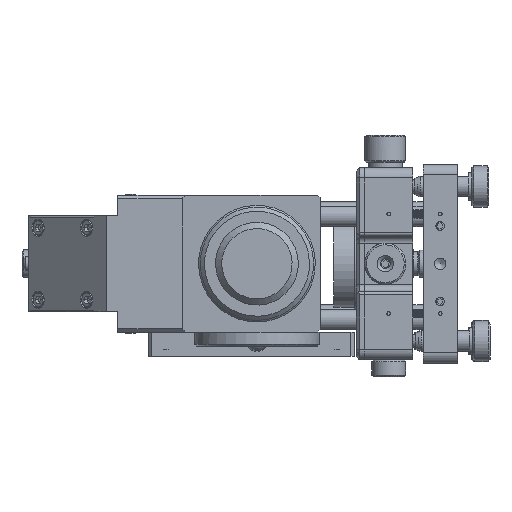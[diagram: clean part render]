
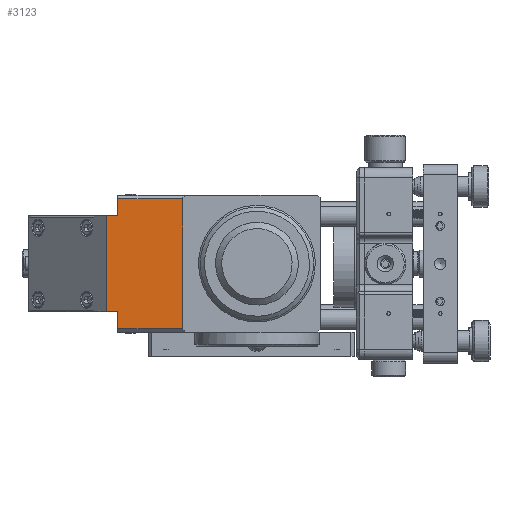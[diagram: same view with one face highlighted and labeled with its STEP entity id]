
A CAD part, front view. The second image highlights one B-rep face of the part: STEP entity #3123.
In plain terms, the highlighted planar face has unit normal (0, -1, 0).
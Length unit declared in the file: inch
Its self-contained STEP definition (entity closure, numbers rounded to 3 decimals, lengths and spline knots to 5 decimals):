
#295 = CARTESIAN_POINT ( 'NONE',  ( -0.32813, -1.86406, -0.7874 ) ) ;
#454 = EDGE_CURVE ( 'NONE', #55528, #61847, #2358, .T. ) ;
#533 = LINE ( 'NONE', #10244, #52589 ) ;
#1369 = EDGE_LOOP ( 'NONE', ( #3234 ) ) ;
#2186 = DIRECTION ( 'NONE',  ( 0., 0., 1. ) ) ;
#2358 = LINE ( 'NONE', #56320, #30228 ) ;
#3123 = ADVANCED_FACE ( 'NONE', ( #59558, #21086, #50178, #54695, #5902, #25603 ), #60507, .T. ) ;
#3234 = ORIENTED_EDGE ( 'NONE', *, *, #29433, .T. ) ;
#3562 = DIRECTION ( 'NONE',  ( 0., 1., 0. ) ) ;
#3719 = CARTESIAN_POINT ( 'NONE',  ( 0.1501, -1.86406, -0.03937 ) ) ;
#5506 = AXIS2_PLACEMENT_3D ( 'NONE', #10624, #36112, #55208 ) ;
#5777 = VECTOR ( 'NONE', #24969, 39.37008 ) ;
#5874 = ORIENTED_EDGE ( 'NONE', *, *, #454, .T. ) ;
#5902 = FACE_BOUND ( 'NONE', #63394, .T. ) ;
#6430 = VERTEX_POINT ( 'NONE', #61590 ) ;
#6940 = VECTOR ( 'NONE', #23091, 39.37008 ) ;
#8524 = LINE ( 'NONE', #61853, #51801 ) ;
#9001 = VERTEX_POINT ( 'NONE', #39875 ) ;
#9564 = CIRCLE ( 'NONE', #61191, 0.49791 ) ;
#9802 = DIRECTION ( 'NONE',  ( 0., 0., -1. ) ) ;
#9854 = CARTESIAN_POINT ( 'NONE',  ( -0.42077, -1.86406, -0.07874 ) ) ;
#10244 = CARTESIAN_POINT ( 'NONE',  ( -1.36171, -1.86406, -0.03937 ) ) ;
#10332 = ORIENTED_EDGE ( 'NONE', *, *, #46097, .T. ) ;
#10624 = CARTESIAN_POINT ( 'NONE',  ( -0.42077, -1.86406, -1.37795 ) ) ;
#10923 = CARTESIAN_POINT ( 'NONE',  ( 0.76033, -1.86406, -0.19685 ) ) ;
#12179 = DIRECTION ( 'NONE',  ( -1., 0., 0. ) ) ;
#12198 = ORIENTED_EDGE ( 'NONE', *, *, #48563, .F. ) ;
#12252 = EDGE_CURVE ( 'NONE', #26922, #26922, #60431, .T. ) ;
#12711 = CIRCLE ( 'NONE', #5506, 0.11811 ) ;
#12712 = CARTESIAN_POINT ( 'NONE',  ( 0.76033, -1.86406, -1.25984 ) ) ;
#14039 = AXIS2_PLACEMENT_3D ( 'NONE', #47826, #3562, #22626 ) ;
#14942 = EDGE_CURVE ( 'NONE', #42860, #51757, #16704, .T. ) ;
#14953 = CIRCLE ( 'NONE', #31457, 0.11811 ) ;
#16704 = LINE ( 'NONE', #27677, #55299 ) ;
#17123 = CARTESIAN_POINT ( 'NONE',  ( -1.49655, -1.86406, -1.33858 ) ) ;
#18143 = LINE ( 'NONE', #57570, #53473 ) ;
#18249 = DIRECTION ( 'NONE',  ( 1., 0., 0. ) ) ;
#19865 = VERTEX_POINT ( 'NONE', #9854 ) ;
#21086 = FACE_BOUND ( 'NONE', #1369, .T. ) ;
#21140 = CARTESIAN_POINT ( 'NONE',  ( 0.76033, -1.86406, -0.07874 ) ) ;
#21737 = CARTESIAN_POINT ( 'NONE',  ( 0.91781, -1.86406, -0.03937 ) ) ;
#22626 = DIRECTION ( 'NONE',  ( 0., 0., 1. ) ) ;
#23091 = DIRECTION ( 'NONE',  ( -1., 0., 0. ) ) ;
#23811 = ORIENTED_EDGE ( 'NONE', *, *, #39429, .T. ) ;
#24339 = CARTESIAN_POINT ( 'NONE',  ( -1.36171, -1.86406, -0.03937 ) ) ;
#24969 = DIRECTION ( 'NONE',  ( 0., 0., -1. ) ) ;
#25067 = ORIENTED_EDGE ( 'NONE', *, *, #14942, .F. ) ;
#25114 = DIRECTION ( 'NONE',  ( 0., 1., 0. ) ) ;
#25603 = FACE_BOUND ( 'NONE', #54070, .T. ) ;
#26922 = VERTEX_POINT ( 'NONE', #12712 ) ;
#27474 = CARTESIAN_POINT ( 'NONE',  ( -1.36171, -1.86406, -1.33858 ) ) ;
#27677 = CARTESIAN_POINT ( 'NONE',  ( -0.96801, -1.86406, -1.33858 ) ) ;
#29433 = EDGE_CURVE ( 'NONE', #54269, #54269, #9564, .T. ) ;
#29817 = LINE ( 'NONE', #24339, #5777 ) ;
#29946 = VERTEX_POINT ( 'NONE', #56362 ) ;
#30019 = CARTESIAN_POINT ( 'NONE',  ( -1.36171, -1.86406, -0.23622 ) ) ;
#30228 = VECTOR ( 'NONE', #36911, 39.37008 ) ;
#30418 = EDGE_CURVE ( 'NONE', #56998, #50361, #61571, .T. ) ;
#30955 = DIRECTION ( 'NONE',  ( 0., 1., 0. ) ) ;
#31457 = AXIS2_PLACEMENT_3D ( 'NONE', #46457, #30955, #2186 ) ;
#32408 = CARTESIAN_POINT ( 'NONE',  ( -1.36171, -1.86406, -0.03937 ) ) ;
#32667 = EDGE_CURVE ( 'NONE', #6430, #6430, #12711, .T. ) ;
#34318 = CARTESIAN_POINT ( 'NONE',  ( 0.1501, -1.86406, -1.5748 ) ) ;
#35000 = VERTEX_POINT ( 'NONE', #21140 ) ;
#35121 = DIRECTION ( 'NONE',  ( 0., 0., 1. ) ) ;
#35344 = VECTOR ( 'NONE', #18249, 39.37008 ) ;
#35605 = EDGE_CURVE ( 'NONE', #19865, #19865, #14953, .T. ) ;
#36067 = CARTESIAN_POINT ( 'NONE',  ( 0.16978, -1.86406, -0.7874 ) ) ;
#36112 = DIRECTION ( 'NONE',  ( 0., 1., 0. ) ) ;
#36911 = DIRECTION ( 'NONE',  ( -1., 0., 0. ) ) ;
#38788 = ORIENTED_EDGE ( 'NONE', *, *, #32667, .T. ) ;
#39341 = DIRECTION ( 'NONE',  ( 0., 0., -1. ) ) ;
#39429 = EDGE_CURVE ( 'NONE', #35000, #35000, #42990, .T. ) ;
#39875 = CARTESIAN_POINT ( 'NONE',  ( -1.36171, -1.86406, -1.53543 ) ) ;
#40340 = ORIENTED_EDGE ( 'NONE', *, *, #30418, .F. ) ;
#41822 = LINE ( 'NONE', #57657, #6940 ) ;
#42860 = VERTEX_POINT ( 'NONE', #27474 ) ;
#42990 = CIRCLE ( 'NONE', #56410, 0.11811 ) ;
#46097 = EDGE_CURVE ( 'NONE', #56998, #55528, #29817, .T. ) ;
#46422 = ORIENTED_EDGE ( 'NONE', *, *, #49314, .F. ) ;
#46457 = CARTESIAN_POINT ( 'NONE',  ( -0.42077, -1.86406, -0.19685 ) ) ;
#47826 = CARTESIAN_POINT ( 'NONE',  ( 0.76033, -1.86406, -1.37795 ) ) ;
#48563 = EDGE_CURVE ( 'NONE', #29946, #9001, #41822, .T. ) ;
#49314 = EDGE_CURVE ( 'NONE', #50361, #29946, #18143, .T. ) ;
#49778 = EDGE_LOOP ( 'NONE', ( #55244 ) ) ;
#50059 = ORIENTED_EDGE ( 'NONE', *, *, #54932, .T. ) ;
#50178 = FACE_BOUND ( 'NONE', #49778, .T. ) ;
#50361 = VERTEX_POINT ( 'NONE', #21737 ) ;
#51757 = VERTEX_POINT ( 'NONE', #17123 ) ;
#51801 = VECTOR ( 'NONE', #56994, 39.37008 ) ;
#52144 = CARTESIAN_POINT ( 'NONE',  ( -1.49655, -1.86406, -0.23622 ) ) ;
#52589 = VECTOR ( 'NONE', #63907, 39.37008 ) ;
#53473 = VECTOR ( 'NONE', #39341, 39.37008 ) ;
#54059 = DIRECTION ( 'NONE',  ( 0., -1., 0. ) ) ;
#54070 = EDGE_LOOP ( 'NONE', ( #38788 ) ) ;
#54269 = VERTEX_POINT ( 'NONE', #295 ) ;
#54695 = FACE_BOUND ( 'NONE', #56681, .T. ) ;
#54867 = AXIS2_PLACEMENT_3D ( 'NONE', #34318, #54059, #9802 ) ;
#54932 = EDGE_CURVE ( 'NONE', #42860, #9001, #533, .T. ) ;
#55208 = DIRECTION ( 'NONE',  ( 0., 0., 1. ) ) ;
#55244 = ORIENTED_EDGE ( 'NONE', *, *, #35605, .T. ) ;
#55299 = VECTOR ( 'NONE', #12179, 39.37008 ) ;
#55528 = VERTEX_POINT ( 'NONE', #30019 ) ;
#56320 = CARTESIAN_POINT ( 'NONE',  ( -0.96801, -1.86406, -0.23622 ) ) ;
#56362 = CARTESIAN_POINT ( 'NONE',  ( 0.91781, -1.86406, -1.53543 ) ) ;
#56410 = AXIS2_PLACEMENT_3D ( 'NONE', #10923, #59425, #35121 ) ;
#56681 = EDGE_LOOP ( 'NONE', ( #23811 ) ) ;
#56761 = DIRECTION ( 'NONE',  ( -1., 0., 0. ) ) ;
#56994 = DIRECTION ( 'NONE',  ( 0., 0., 1. ) ) ;
#56998 = VERTEX_POINT ( 'NONE', #32408 ) ;
#57570 = CARTESIAN_POINT ( 'NONE',  ( 0.91781, -1.86406, -1.1811 ) ) ;
#57657 = CARTESIAN_POINT ( 'NONE',  ( 0.1501, -1.86406, -1.53543 ) ) ;
#58407 = ORIENTED_EDGE ( 'NONE', *, *, #12252, .T. ) ;
#58526 = ORIENTED_EDGE ( 'NONE', *, *, #59409, .F. ) ;
#59409 = EDGE_CURVE ( 'NONE', #51757, #61847, #8524, .T. ) ;
#59425 = DIRECTION ( 'NONE',  ( 0., 1., 0. ) ) ;
#59558 = FACE_OUTER_BOUND ( 'NONE', #61729, .T. ) ;
#60431 = CIRCLE ( 'NONE', #14039, 0.11811 ) ;
#60507 = PLANE ( 'NONE',  #54867 ) ;
#61191 = AXIS2_PLACEMENT_3D ( 'NONE', #36067, #25114, #56761 ) ;
#61571 = LINE ( 'NONE', #3719, #35344 ) ;
#61590 = CARTESIAN_POINT ( 'NONE',  ( -0.42077, -1.86406, -1.25984 ) ) ;
#61729 = EDGE_LOOP ( 'NONE', ( #12198, #46422, #40340, #10332, #5874, #58526, #25067, #50059 ) ) ;
#61847 = VERTEX_POINT ( 'NONE', #52144 ) ;
#61853 = CARTESIAN_POINT ( 'NONE',  ( -1.49655, -1.86406, -1.33858 ) ) ;
#63394 = EDGE_LOOP ( 'NONE', ( #58407 ) ) ;
#63907 = DIRECTION ( 'NONE',  ( 0., 0., -1. ) ) ;
